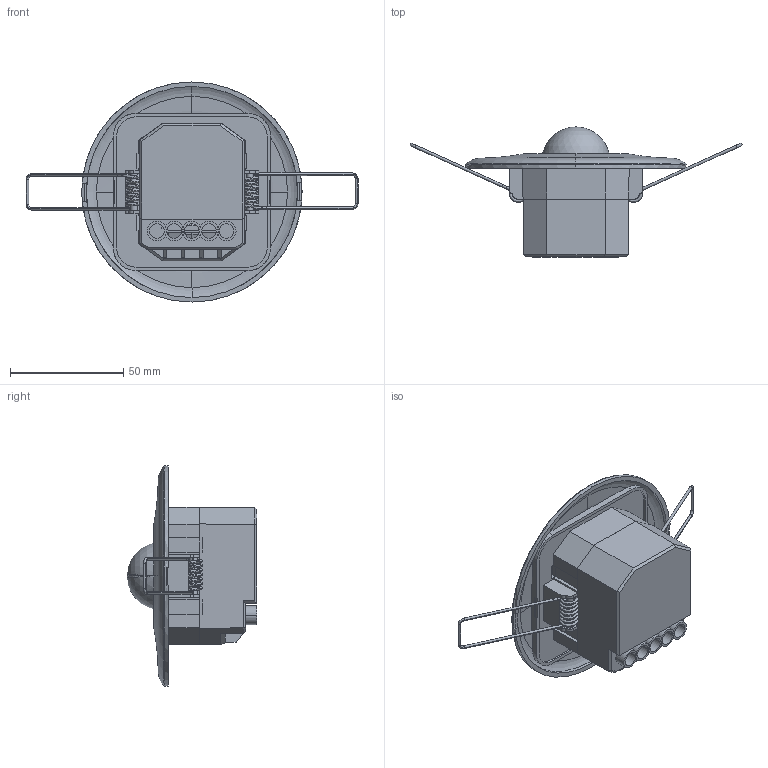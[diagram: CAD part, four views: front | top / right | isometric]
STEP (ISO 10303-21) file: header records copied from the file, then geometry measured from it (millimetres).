
FILE_DESCRIPTION (( 'STEP AP214' ), '1' );
FILE_NAME ('OCC58GRS16-1_3D.step', '2024-03-19T17:18:37', ( '' ), ( '' ), 'SwSTEP 2.0', 'SolidWorks 2022', '' );
FILE_SCHEMA (( 'AUTOMOTIVE_DESIGN' ));
Length unit declared in the file: inch
Products named in the file (42): OCC58GRS16-1_3D; bottom encl^OCC58GRS16-1; PS-RS1614^OCC58GRS16-1; PS-RS1612^OCC58GRS16-1; PS-RS1616^OCC58GRS16-1; PS-RS168^OCC58GRS16-1; PS-RS1613^OCC58GRS16-1; PS-RS1615^OCC58GRS16-1; PS-RS1640^OCC58GRS16-1; PS-RS1633^OCC58GRS16-1; PS-RS1632^OCC58GRS16-1; PS-RS1621^OCC58GRS16-1; PS-RS167^OCC58GRS16-1; PS-RS1619^OCC58GRS16-1; PS-RS1629^OCC58GRS16-1; PS-RS1638^OCC58GRS16-1; PS-RS162^OCC58GRS16-1; top encl^OCC58GRS16-1; PS-RS1620^OCC58GRS16-1; PS-RS164^OCC58GRS16-1; PS-RS163^OCC58GRS16-1; PS-RS165^OCC58GRS16-1; PS-RS1618^OCC58GRS16-1; PS-RS166^OCC58GRS16-1; PS-RS1630^OCC58GRS16-1; PS-RS1622^OCC58GRS16-1; PS-RS1626^OCC58GRS16-1; PS-RS1624^OCC58GRS16-1; PS-RS1634^OCC58GRS16-1; PS-RS161^OCC58GRS16-1; PS-RS1631^OCC58GRS16-1; PS-RS1617^OCC58GRS16-1; PS-RS1635^OCC58GRS16-1; top pl^OCC58GRS16-1; PS-RS1639^OCC58GRS16-1; PS-RS1641^OCC58GRS16-1; PS-RS1610^OCC58GRS16-1; PS-RS1623^OCC58GRS16-1; PS-RS169^OCC58GRS16-1; PS-RS1628^OCC58GRS16-1 ...
Assembly tree (41 placements, depth 2):
  OCC58GRS16-1_3D
    bottom encl^OCC58GRS16-1
    PS-RS162^OCC58GRS16-1
    PS-RS163^OCC58GRS16-1
    PS-RS164^OCC58GRS16-1
    PS-RS165^OCC58GRS16-1
    PS-RS1612^OCC58GRS16-1
    PS-RS1613^OCC58GRS16-1
    PS-RS166^OCC58GRS16-1
    PS-RS167^OCC58GRS16-1
    PS-RS168^OCC58GRS16-1
    PS-RS169^OCC58GRS16-1
    PS-RS1610^OCC58GRS16-1
    top encl^OCC58GRS16-1
    PS-RS1627^OCC58GRS16-1
    PS-RS1628^OCC58GRS16-1
    PS-RS1620^OCC58GRS16-1
    PS-RS1619^OCC58GRS16-1
    PS-RS1615^OCC58GRS16-1
    PS-RS1614^OCC58GRS16-1
    PS-RS1633^OCC58GRS16-1
    PS-RS1632^OCC58GRS16-1
    PS-RS1622^OCC58GRS16-1
    PS-RS1624^OCC58GRS16-1
    PS-RS1621^OCC58GRS16-1
    PS-RS1634^OCC58GRS16-1
    PS-RS1635^OCC58GRS16-1
    PS-RS1623^OCC58GRS16-1
    PS-RS1639^OCC58GRS16-1
    PS-RS1640^OCC58GRS16-1
    PS-RS1638^OCC58GRS16-1
    PS-RS1625^OCC58GRS16-1
    PS-RS1626^OCC58GRS16-1
    PS-RS1616^OCC58GRS16-1
    PS-RS1629^OCC58GRS16-1
    PS-RS1630^OCC58GRS16-1
    PS-RS1631^OCC58GRS16-1
    PS-RS1641^OCC58GRS16-1
    PS-RS1617^OCC58GRS16-1
    PS-RS1618^OCC58GRS16-1
    top pl^OCC58GRS16-1
    PS-RS161^OCC58GRS16-1
Bounding box: 146.89 x 57.49 x 97.4 mm (x, y, z)
Volume: 37905.8 mm3; surface area: 55673.4 mm2
Topology: 41 solids, 41 shells, 644 faces, 1594 edges, 1035 vertices
Faces by surface type: plane 480, cylinder 76, bspline 44, cone 20, torus 20, sphere 4
Entity records: 24433 total; most frequent: CARTESIAN_POINT 6987, ORIENTED_EDGE 3182, DIRECTION 3135, EDGE_CURVE 1591, VECTOR 1275, LINE 1275, VERTEX_POINT 1034, AXIS2_PLACEMENT_3D 930
